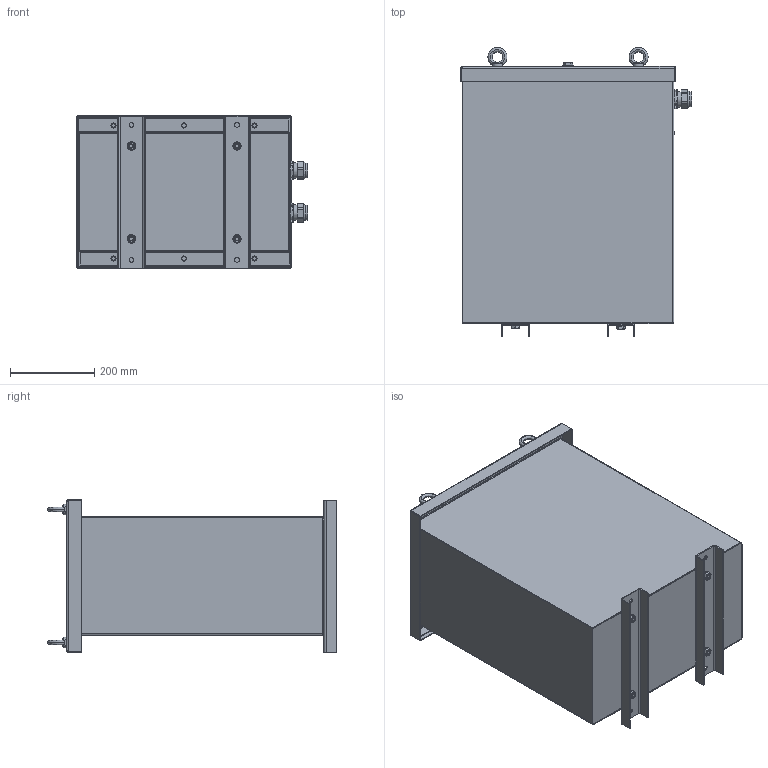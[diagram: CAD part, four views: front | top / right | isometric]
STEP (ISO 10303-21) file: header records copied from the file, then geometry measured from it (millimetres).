
FILE_DESCRIPTION(/* description */ (''),/* implementation_level */ '2;1');
FILE_NAME(/* name */ 'CAJ14C54.stp',/* time_stamp */ '2023-12-19T08:37:45+01:00',/* author */ ('ops'),/* organization */ (''),/* preprocessor_version */ 'ST-DEVELOPER v16.13',/* originating_system */ 'Autodesk Inventor 2018',/* authorisation */ '');
FILE_SCHEMA (('AUTOMOTIVE_DESIGN { 1 0 10303 214 3 1 1 }'));
Length unit declared in the file: millimetre
Products named in the file (1): CAJ14C54
Bounding box: 547.5 x 684 x 362 mm (x, y, z)
Volume: 3147892.9 mm3; surface area: 3042326.8 mm2
Topology: 27 solids, 27 shells, 778 faces, 1904 edges, 1222 vertices
Faces by surface type: plane 428, cylinder 166, bspline 122, cone 54, torus 8
Full cylindrical faces by diameter (mm): 2 x2, 3.5 x2, 4 x2, 6 x2, 6.4 x2, 8.376 x4, 9 x4, 10 x4, 10.85 x4, 11 x8, 11.053 x2, 11.2 x4, 12 x14, 13.3 x2, 17.2 x2, 20 x4, 25.4 x2, 29 x2, 32.4 x2, 35 x2, 36.5 x6, 38 x2, 45 x4
Entity records: 25564 total; most frequent: CARTESIAN_POINT 7413, ORIENTED_EDGE 3556, DIRECTION 3252, EDGE_CURVE 1778, VERTEX_POINT 1214, AXIS2_PLACEMENT_3D 1149, EDGE_LOOP 1030, LINE 954
